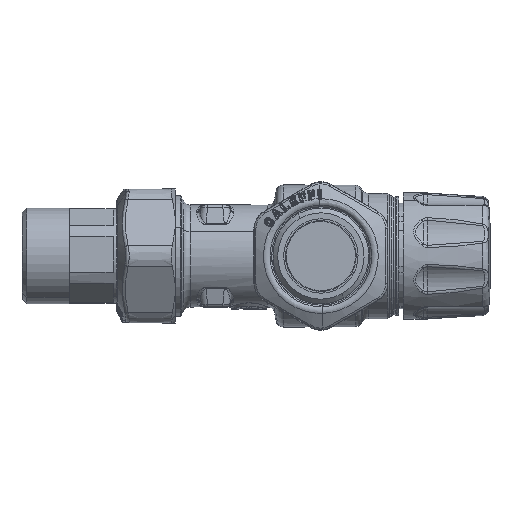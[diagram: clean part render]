
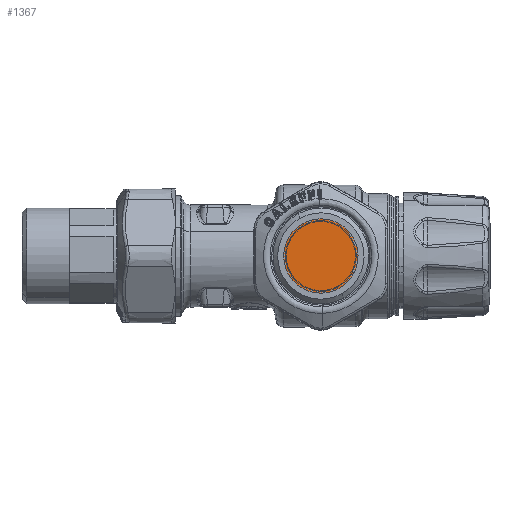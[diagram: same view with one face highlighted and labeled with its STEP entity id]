
A CAD part, left-side view. The second image highlights one B-rep face of the part: STEP entity #1367.
In plain terms, the highlighted planar face has unit normal (-1, 0, 0).
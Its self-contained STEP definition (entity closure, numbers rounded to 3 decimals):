
#1324=CARTESIAN_POINT('Vertex',(-66.75,17.454,-3.608)) ;
#1327=CARTESIAN_POINT('Axis2P3D Location',(-66.75,8.5,-8.5)) ;
#1331=CARTESIAN_POINT('Vertex',(-66.75,-0.454,-13.392)) ;
#1346=CARTESIAN_POINT('Axis2P3D Location',(-66.75,8.5,-8.5)) ;
#1358=CARTESIAN_POINT('Axis2P3D Location',(-66.75,8.5,-8.5)) ;
#1328=DIRECTION('Axis2P3D Direction',(1.,0.,0.)) ;
#1347=DIRECTION('Axis2P3D Direction',(1.,0.,0.)) ;
#1359=DIRECTION('Axis2P3D Direction',(1.,0.,0.)) ;
#1360=DIRECTION('Axis2P3D XDirection',(0.,1.,0.)) ;
#1329=AXIS2_PLACEMENT_3D('Circle Axis2P3D',#1327,#1328,$) ;
#1348=AXIS2_PLACEMENT_3D('Circle Axis2P3D',#1346,#1347,$) ;
#1361=AXIS2_PLACEMENT_3D('Plane Axis2P3D',#1358,#1359,#1360) ;
#1330=CIRCLE('generated circle',#1329,10.203) ;
#1349=CIRCLE('generated circle',#1348,10.203) ;
#1362=PLANE('',#1361) ;
#1333=EDGE_CURVE('',#1325,#1332,#1330,.T.) ;
#1350=EDGE_CURVE('',#1332,#1325,#1349,.T.) ;
#1364=ORIENTED_EDGE('',*,*,#1333,.F.) ;
#1365=ORIENTED_EDGE('',*,*,#1350,.F.) ;
#1363=EDGE_LOOP('',(#1364,#1365)) ;
#1325=VERTEX_POINT('',#1324) ;
#1332=VERTEX_POINT('',#1331) ;
#1367=ADVANCED_FACE('Body.37',(#1366),#1362,.F.) ;
#1366=FACE_OUTER_BOUND('',#1363,.T.) ;
